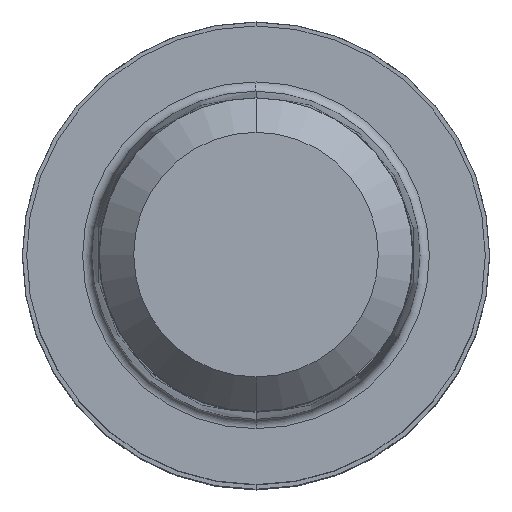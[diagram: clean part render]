
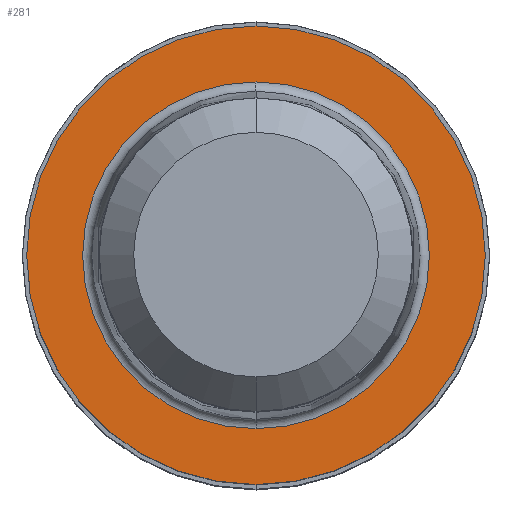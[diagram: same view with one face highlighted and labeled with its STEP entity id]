
A CAD part, top view. The second image highlights one B-rep face of the part: STEP entity #281.
In plain terms, the highlighted planar face has unit normal (0, 0, 1).
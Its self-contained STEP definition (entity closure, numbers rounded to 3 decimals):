
#203=VERTEX_POINT('',#542);
#217=EDGE_CURVE('',#203,#353,#558,.T.);
#243=EDGE_CURVE('',#491,#375,#589,.T.);
#255=EDGE_CURVE('',#375,#491,#601,.T.);
#281=ADVANCED_FACE('',(#630,#631),#632,.T.);
#353=VERTEX_POINT('',#711);
#375=VERTEX_POINT('',#735);
#399=EDGE_CURVE('',#353,#203,#763,.T.);
#491=VERTEX_POINT('',#870);
#542=CARTESIAN_POINT('',(0.0,5.935,0.01));
#558=CIRCLE('',#935,5.935);
#589=CIRCLE('',#973,7.85);
#601=CIRCLE('',#990,7.85);
#630=FACE_OUTER_BOUND('',#1025,.T.);
#631=FACE_BOUND('',#1026,.T.);
#632=PLANE('',#1027);
#711=CARTESIAN_POINT('',(0.,-5.935,0.01));
#735=CARTESIAN_POINT('',(0.,-7.85,0.01));
#763=CIRCLE('',#1194,5.935);
#870=CARTESIAN_POINT('',(0.0,7.85,0.01));
#935=AXIS2_PLACEMENT_3D('',#1409,#1410,#1411);
#973=AXIS2_PLACEMENT_3D('',#1457,#1458,#1459);
#990=AXIS2_PLACEMENT_3D('',#1467,#1468,#1469);
#1025=EDGE_LOOP('',(#1503,#1504));
#1026=EDGE_LOOP('',(#1505,#1506));
#1027=AXIS2_PLACEMENT_3D('',#1507,#1508,#1509);
#1194=AXIS2_PLACEMENT_3D('',#1653,#1654,#1655);
#1409=CARTESIAN_POINT('',(0.0,0.0,0.01));
#1410=DIRECTION('',(0.0,0.0,-1.0));
#1411=DIRECTION('',(0.0,1.0,0.0));
#1457=CARTESIAN_POINT('',(0.0,0.0,0.01));
#1458=DIRECTION('',(0.0,0.0,-1.0));
#1459=DIRECTION('',(0.0,1.0,0.0));
#1467=CARTESIAN_POINT('',(0.0,0.0,0.01));
#1468=DIRECTION('',(0.0,0.0,-1.0));
#1469=DIRECTION('',(0.0,1.0,0.0));
#1503=ORIENTED_EDGE('',*,*,#243,.F.);
#1504=ORIENTED_EDGE('',*,*,#255,.F.);
#1505=ORIENTED_EDGE('',*,*,#217,.T.);
#1506=ORIENTED_EDGE('',*,*,#399,.T.);
#1507=CARTESIAN_POINT('',(0.0,3.925,0.01));
#1508=DIRECTION('',(-0.0,0.0,1.0));
#1509=DIRECTION('',(0.0,-1.0,0.0));
#1653=CARTESIAN_POINT('',(0.0,0.0,0.01));
#1654=DIRECTION('',(0.0,0.0,-1.0));
#1655=DIRECTION('',(0.0,1.0,0.0));
